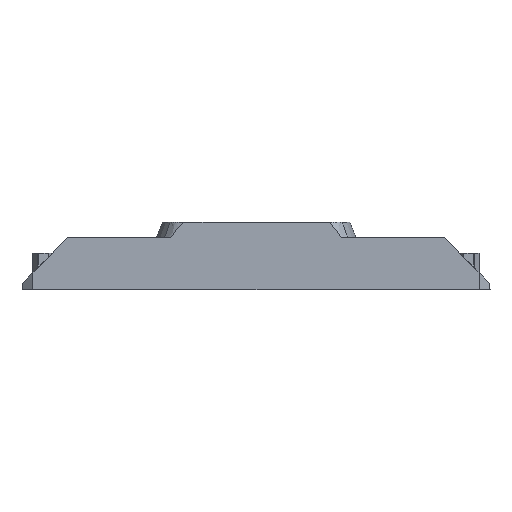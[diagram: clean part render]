
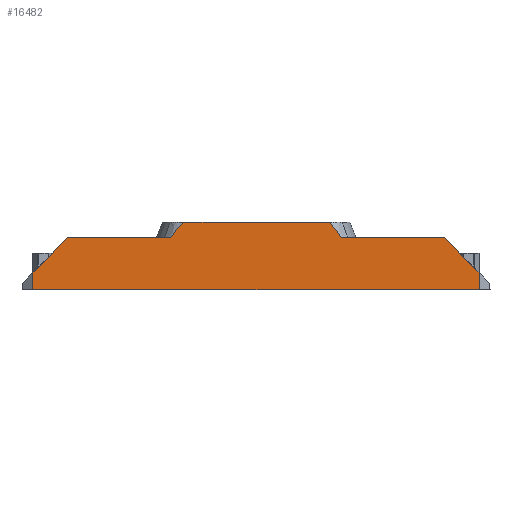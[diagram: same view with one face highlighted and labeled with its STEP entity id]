
A CAD part, front view. The second image highlights one B-rep face of the part: STEP entity #16482.
In plain terms, the highlighted planar face has unit normal (0, -1, 0).
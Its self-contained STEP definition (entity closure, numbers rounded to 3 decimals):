
#449=B_SPLINE_CURVE_WITH_KNOTS('',3,(#24109,#24110,#24111,#24112,#24113,
#24114),.UNSPECIFIED.,.F.,.F.,(4,2,4),(0.,0.273,
0.624),.UNSPECIFIED.);
#450=B_SPLINE_CURVE_WITH_KNOTS('',3,(#24129,#24130,#24131,#24132,#24133,
#24134),.UNSPECIFIED.,.F.,.F.,(4,2,4),(0.,0.273,
0.624),.UNSPECIFIED.);
#1625=FACE_OUTER_BOUND('',#2527,.T.);
#2527=EDGE_LOOP('',(#11335,#11336,#11337,#11338,#11339,#11340,#11341,#11342,
#11343,#11344));
#3458=LINE('',#22387,#5029);
#3532=LINE('',#24116,#5103);
#3533=LINE('',#24118,#5104);
#3534=LINE('',#24120,#5105);
#3535=LINE('',#24122,#5106);
#3536=LINE('',#24124,#5107);
#3537=LINE('',#24126,#5108);
#3538=LINE('',#24128,#5109);
#5029=VECTOR('',#18662,10.);
#5103=VECTOR('',#18812,10.);
#5104=VECTOR('',#18813,10.);
#5105=VECTOR('',#18814,10.);
#5106=VECTOR('',#18815,10.);
#5107=VECTOR('',#18816,10.);
#5108=VECTOR('',#18817,10.);
#5109=VECTOR('',#18818,10.);
#6600=VERTEX_POINT('',#22339);
#6606=VERTEX_POINT('',#22377);
#6735=VERTEX_POINT('',#24108);
#6736=VERTEX_POINT('',#24115);
#6737=VERTEX_POINT('',#24117);
#6738=VERTEX_POINT('',#24119);
#6739=VERTEX_POINT('',#24121);
#6740=VERTEX_POINT('',#24123);
#6741=VERTEX_POINT('',#24125);
#6742=VERTEX_POINT('',#24127);
#8370=EDGE_CURVE('',#6600,#6606,#3458,.T.);
#8532=EDGE_CURVE('',#6606,#6735,#449,.T.);
#8533=EDGE_CURVE('',#6735,#6736,#3532,.T.);
#8534=EDGE_CURVE('',#6737,#6736,#3533,.T.);
#8535=EDGE_CURVE('',#6738,#6737,#3534,.T.);
#8536=EDGE_CURVE('',#6738,#6739,#3535,.F.);
#8537=EDGE_CURVE('',#6739,#6740,#3536,.T.);
#8538=EDGE_CURVE('',#6740,#6741,#3537,.T.);
#8539=EDGE_CURVE('',#6742,#6741,#3538,.T.);
#8540=EDGE_CURVE('',#6600,#6742,#450,.T.);
#11335=ORIENTED_EDGE('',*,*,#8370,.T.);
#11336=ORIENTED_EDGE('',*,*,#8532,.T.);
#11337=ORIENTED_EDGE('',*,*,#8533,.T.);
#11338=ORIENTED_EDGE('',*,*,#8534,.F.);
#11339=ORIENTED_EDGE('',*,*,#8535,.F.);
#11340=ORIENTED_EDGE('',*,*,#8536,.T.);
#11341=ORIENTED_EDGE('',*,*,#8537,.T.);
#11342=ORIENTED_EDGE('',*,*,#8538,.T.);
#11343=ORIENTED_EDGE('',*,*,#8539,.F.);
#11344=ORIENTED_EDGE('',*,*,#8540,.F.);
#16021=PLANE('',#17440);
#16482=ADVANCED_FACE('',(#1625),#16021,.F.);
#17440=AXIS2_PLACEMENT_3D('',#24107,#18810,#18811);
#18662=DIRECTION('',(-1.,0.,0.));
#18810=DIRECTION('center_axis',(0.,1.,0.));
#18811=DIRECTION('ref_axis',(-1.,0.,0.));
#18812=DIRECTION('',(-1.,0.,0.));
#18813=DIRECTION('',(0.707,0.,0.707));
#18814=DIRECTION('',(0.,0.,1.));
#18815=DIRECTION('',(-1.,0.,0.));
#18816=DIRECTION('',(0.,0.,1.));
#18817=DIRECTION('',(-0.707,0.,0.707));
#18818=DIRECTION('',(1.,0.,0.));
#22339=CARTESIAN_POINT('',(20.485,83.667,22.));
#22377=CARTESIAN_POINT('',(-27.314,83.667,22.));
#22387=CARTESIAN_POINT('',(-25.705,83.667,22.));
#24107=CARTESIAN_POINT('Origin',(-77.465,83.667,2.));
#24108=CARTESIAN_POINT('',(-31.226,83.667,17.));
#24109=CARTESIAN_POINT('Ctrl Pts',(-27.314,83.667,22.));
#24110=CARTESIAN_POINT('Ctrl Pts',(-27.914,83.667,21.314));
#24111=CARTESIAN_POINT('Ctrl Pts',(-28.514,83.667,20.629));
#24112=CARTESIAN_POINT('Ctrl Pts',(-29.882,83.667,19.062));
#24113=CARTESIAN_POINT('Ctrl Pts',(-30.615,83.667,17.981));
#24114=CARTESIAN_POINT('Ctrl Pts',(-31.226,83.667,17.));
#24115=CARTESIAN_POINT('',(-64.853,83.667,17.));
#24116=CARTESIAN_POINT('',(-40.433,83.667,17.));
#24117=CARTESIAN_POINT('',(-76.264,83.667,5.589));
#24118=CARTESIAN_POINT('',(-55.746,83.667,26.107));
#24119=CARTESIAN_POINT('',(-76.264,83.667,0.));
#24120=CARTESIAN_POINT('',(-76.264,83.667,5.091));
#24121=CARTESIAN_POINT('',(69.333,83.667,0.));
#24122=CARTESIAN_POINT('',(-40.433,83.667,0.));
#24123=CARTESIAN_POINT('',(69.333,83.667,5.589));
#24124=CARTESIAN_POINT('',(69.333,83.667,5.091));
#24125=CARTESIAN_POINT('',(57.922,83.667,17.));
#24126=CARTESIAN_POINT('',(48.816,83.667,26.107));
#24127=CARTESIAN_POINT('',(24.396,83.667,17.));
#24128=CARTESIAN_POINT('',(33.603,83.667,17.));
#24129=CARTESIAN_POINT('Ctrl Pts',(20.485,83.667,22.));
#24130=CARTESIAN_POINT('Ctrl Pts',(21.084,83.667,21.314));
#24131=CARTESIAN_POINT('Ctrl Pts',(21.684,83.667,20.629));
#24132=CARTESIAN_POINT('Ctrl Pts',(23.052,83.667,19.062));
#24133=CARTESIAN_POINT('Ctrl Pts',(23.785,83.667,17.981));
#24134=CARTESIAN_POINT('Ctrl Pts',(24.396,83.667,17.));
